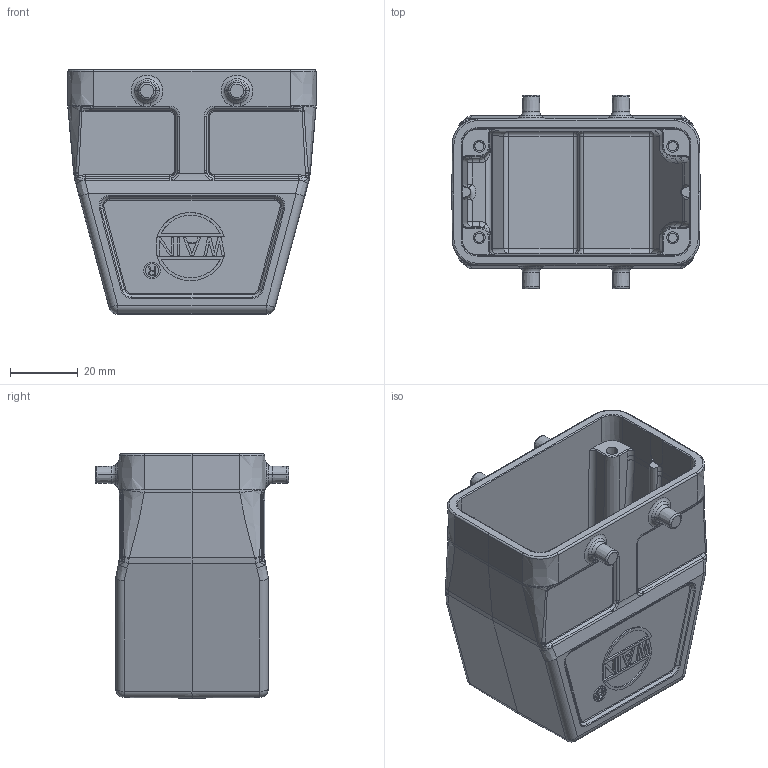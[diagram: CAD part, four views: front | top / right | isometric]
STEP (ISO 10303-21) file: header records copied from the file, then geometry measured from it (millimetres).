
FILE_DESCRIPTION((''),'2;1');
FILE_NAME('3D_1110104305004_H10B-TEH-4B-M3','2020-09-28T',('f.li'),(''),'PRO/ENGINEER BY PARAMETRIC TECHNOLOGY CORPORATION, 2012480','PRO/ENGINEER BY PARAMETRIC TECHNOLOGY CORPORATION, 2012480','');
FILE_SCHEMA(('CONFIG_CONTROL_DESIGN'));
Length unit declared in the file: millimetre
Products named in the file (1): 3D_1110104305004_H10B-TEH-4B-M3
Bounding box: 73.2 x 57 x 72 mm (x, y, z)
Volume: 64491.6 mm3; surface area: 33106.7 mm2
Topology: 1 solids, 1 shells, 696 faces, 1728 edges, 1061 vertices
Faces by surface type: plane 256, bspline 161, cylinder 142, torus 69, cone 46, sphere 14, extrusion 8
Entity records: 27917 total; most frequent: CARTESIAN_POINT 12556, ORIENTED_EDGE 3436, DIRECTION 2830, EDGE_CURVE 1718, VERTEX_POINT 1061, AXIS2_PLACEMENT_3D 1011, VECTOR 808, LINE 800
